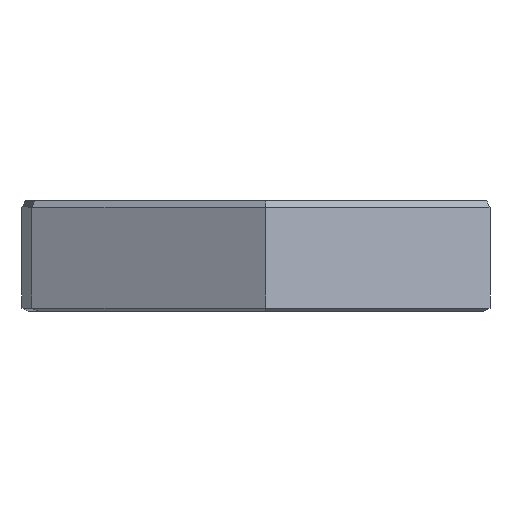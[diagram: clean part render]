
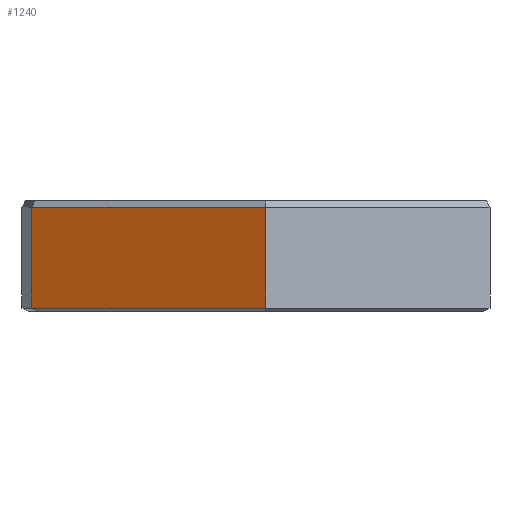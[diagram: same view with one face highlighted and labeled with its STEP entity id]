
A CAD part, front view. The second image highlights one B-rep face of the part: STEP entity #1240.
In plain terms, the highlighted planar face has unit normal (-0.468, -0.884, 0).
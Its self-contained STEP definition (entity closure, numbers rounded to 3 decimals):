
#22 = DIRECTION ( 'NONE',  ( 0., 0., -1. ) ) ;
#79 = VECTOR ( 'NONE', #363, 1000. ) ;
#121 = CARTESIAN_POINT ( 'NONE',  ( -10.166, -6.376, 0.14 ) ) ;
#163 = VECTOR ( 'NONE', #1013, 1000. ) ;
#248 = PLANE ( 'NONE',  #1294 ) ;
#289 = EDGE_CURVE ( 'NONE', #1587, #1223, #549, .T. ) ;
#292 = EDGE_LOOP ( 'NONE', ( #1597, #793, #1257, #833 ) ) ;
#321 = EDGE_CURVE ( 'NONE', #1587, #1462, #328, .T. ) ;
#328 = LINE ( 'NONE', #885, #163 ) ;
#363 = DIRECTION ( 'NONE',  ( 0., 0., -1. ) ) ;
#403 = CARTESIAN_POINT ( 'NONE',  ( 0.439, -11.992, 0.14 ) ) ;
#428 = FACE_OUTER_BOUND ( 'NONE', #292, .T. ) ;
#549 = LINE ( 'NONE', #1078, #1470 ) ;
#621 = LINE ( 'NONE', #1021, #79 ) ;
#695 = LINE ( 'NONE', #1493, #776 ) ;
#715 = CARTESIAN_POINT ( 'NONE',  ( -10.166, -6.376, 4.7 ) ) ;
#758 = EDGE_CURVE ( 'NONE', #1462, #1258, #621, .T. ) ;
#759 = CARTESIAN_POINT ( 'NONE',  ( 0.439, -11.992, 4.7 ) ) ;
#776 = VECTOR ( 'NONE', #1218, 1000. ) ;
#784 = CARTESIAN_POINT ( 'NONE',  ( -10.166, -6.376, 5. ) ) ;
#793 = ORIENTED_EDGE ( 'NONE', *, *, #321, .T. ) ;
#833 = ORIENTED_EDGE ( 'NONE', *, *, #1022, .T. ) ;
#885 = CARTESIAN_POINT ( 'NONE',  ( -10.166, -6.376, 4.7 ) ) ;
#931 = DIRECTION ( 'NONE',  ( 0.468, 0.884, 0. ) ) ;
#1013 = DIRECTION ( 'NONE',  ( -0.884, 0.468, 0. ) ) ;
#1021 = CARTESIAN_POINT ( 'NONE',  ( -10.166, -6.376, 5. ) ) ;
#1022 = EDGE_CURVE ( 'NONE', #1258, #1223, #695, .T. ) ;
#1078 = CARTESIAN_POINT ( 'NONE',  ( 0.439, -11.992, 5. ) ) ;
#1218 = DIRECTION ( 'NONE',  ( 0.884, -0.468, 0. ) ) ;
#1223 = VERTEX_POINT ( 'NONE', #403 ) ;
#1240 = ADVANCED_FACE ( 'NONE', ( #428 ), #248, .F. ) ;
#1257 = ORIENTED_EDGE ( 'NONE', *, *, #758, .T. ) ;
#1258 = VERTEX_POINT ( 'NONE', #121 ) ;
#1294 = AXIS2_PLACEMENT_3D ( 'NONE', #784, #931, #1461 ) ;
#1461 = DIRECTION ( 'NONE',  ( -0.884, 0.468, 0. ) ) ;
#1462 = VERTEX_POINT ( 'NONE', #715 ) ;
#1470 = VECTOR ( 'NONE', #22, 1000. ) ;
#1493 = CARTESIAN_POINT ( 'NONE',  ( -10.166, -6.376, 0.14 ) ) ;
#1587 = VERTEX_POINT ( 'NONE', #759 ) ;
#1597 = ORIENTED_EDGE ( 'NONE', *, *, #289, .F. ) ;
